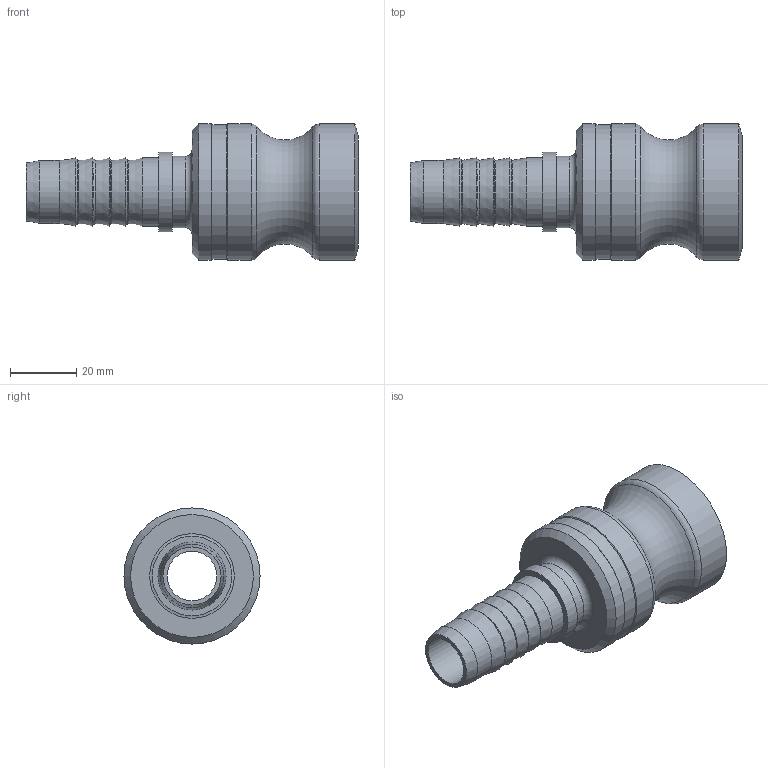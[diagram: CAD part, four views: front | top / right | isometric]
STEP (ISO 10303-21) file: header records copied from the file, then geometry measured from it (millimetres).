
FILE_DESCRIPTION(/* description */ ('SCHLAUCHSTECKER SLW 19'),/* implementation_level */ '2;1');
FILE_NAME(/* name */ 'vstp_x25_19r.stp',/* time_stamp */ '2020-04-28T06:31:59+02:00',/* author */ ('ertl'),/* organization */ (''),/* preprocessor_version */ 'ST-DEVELOPER v17',/* originating_system */ 'Autodesk Inventor 2018',/* authorisation */ '44655,71 mm^3');
FILE_SCHEMA (('AUTOMOTIVE_DESIGN { 1 0 10303 214 3 1 1 }'));
Length unit declared in the file: millimetre
Products named in the file (1): 20061012B0000002-AA
Bounding box: 100 x 41 x 41 mm (x, y, z)
Volume: 44513.4 mm3; surface area: 17420.7 mm2
Topology: 1 solids, 1 shells, 39 faces, 122 edges, 88 vertices
Faces by surface type: cone 16, cylinder 10, torus 8, plane 5
Full cylindrical faces by diameter (mm): 15 x1, 19 x1, 20.5 x1, 21.5 x1, 24 x2, 40.5 x1, 41 x3
Entity records: 1541 total; most frequent: DIRECTION 298, CARTESIAN_POINT 250, ORIENTED_EDGE 244, AXIS2_PLACEMENT_3D 136, EDGE_CURVE 122, CIRCLE 96, VERTEX_POINT 88, EDGE_LOOP 44
